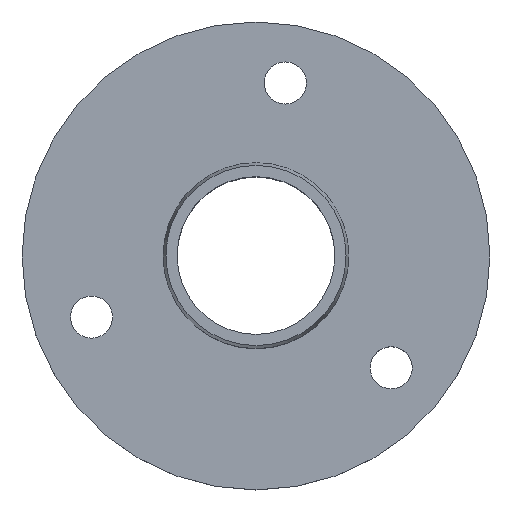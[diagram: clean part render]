
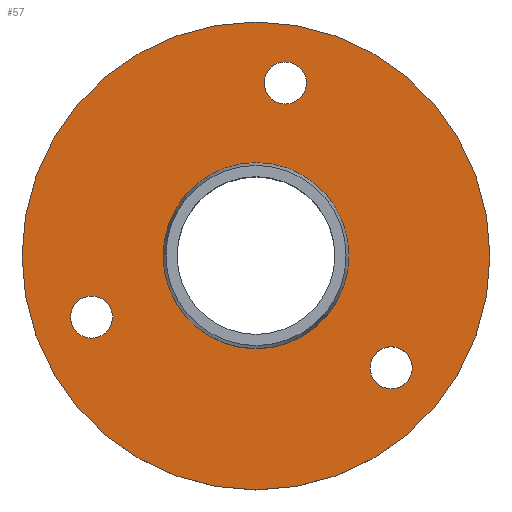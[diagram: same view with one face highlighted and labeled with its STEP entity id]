
A CAD part, top view. The second image highlights one B-rep face of the part: STEP entity #57.
In plain terms, the highlighted planar face has unit normal (0, 0, 1).
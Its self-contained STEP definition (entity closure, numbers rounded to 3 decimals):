
#46=PLANE('',#237);
#57=ADVANCED_FACE('',(#89,#90,#91,#92,#93),#46,.T.);
#89=FACE_BOUND('',#121,.T.);
#90=FACE_BOUND('',#122,.T.);
#91=FACE_BOUND('',#123,.T.);
#92=FACE_BOUND('',#124,.T.);
#93=FACE_BOUND('',#125,.T.);
#121=EDGE_LOOP('',(#153));
#122=EDGE_LOOP('',(#154));
#123=EDGE_LOOP('',(#155));
#124=EDGE_LOOP('',(#156));
#125=EDGE_LOOP('',(#157));
#153=ORIENTED_EDGE('',*,*,#190,.T.);
#154=ORIENTED_EDGE('',*,*,#187,.T.);
#155=ORIENTED_EDGE('',*,*,#185,.T.);
#156=ORIENTED_EDGE('',*,*,#191,.T.);
#157=ORIENTED_EDGE('',*,*,#194,.T.);
#169=VERTEX_POINT('',#318);
#171=VERTEX_POINT('',#323);
#174=VERTEX_POINT('',#330);
#175=VERTEX_POINT('',#333);
#178=VERTEX_POINT('',#341);
#185=EDGE_CURVE('',#169,#169,#201,.T.);
#187=EDGE_CURVE('',#171,#171,#203,.T.);
#190=EDGE_CURVE('',#174,#174,#206,.T.);
#191=EDGE_CURVE('',#175,#175,#207,.T.);
#194=EDGE_CURVE('',#178,#178,#210,.T.);
#201=CIRCLE('',#222,4.5);
#203=CIRCLE('',#225,4.5);
#206=CIRCLE('',#229,50.);
#207=CIRCLE('',#231,4.5);
#210=CIRCLE('',#236,18.394);
#222=AXIS2_PLACEMENT_3D('',#317,#262,#263);
#225=AXIS2_PLACEMENT_3D('',#322,#268,#269);
#229=AXIS2_PLACEMENT_3D('',#329,#276,#277);
#231=AXIS2_PLACEMENT_3D('',#332,#280,#281);
#236=AXIS2_PLACEMENT_3D('',#340,#290,#291);
#237=AXIS2_PLACEMENT_3D('',#342,#292,#293);
#262=DIRECTION('',(0.,0.,-1.));
#263=DIRECTION('',(-0.5,0.866,0.));
#268=DIRECTION('',(0.,0.,-1.));
#269=DIRECTION('',(-0.5,-0.866,0.));
#276=DIRECTION('',(0.,0.,1.));
#277=DIRECTION('',(1.,0.,0.));
#280=DIRECTION('',(0.,0.,-1.));
#281=DIRECTION('',(1.,0.,0.));
#290=DIRECTION('',(0.,0.,-1.));
#291=DIRECTION('',(-1.,0.,0.));
#292=DIRECTION('',(0.,0.,1.));
#293=DIRECTION('',(1.,0.,0.));
#317=CARTESIAN_POINT('',(6.254,36.975,0.));
#318=CARTESIAN_POINT('',(4.004,40.872,0.));
#322=CARTESIAN_POINT('',(-35.148,-13.071,0.));
#323=CARTESIAN_POINT('',(-37.398,-16.969,0.));
#329=CARTESIAN_POINT('',(0.,0.,0.));
#330=CARTESIAN_POINT('',(50.,0.,0.));
#332=CARTESIAN_POINT('',(28.894,-23.903,0.));
#333=CARTESIAN_POINT('',(33.394,-23.903,0.));
#340=CARTESIAN_POINT('',(0.,0.,0.));
#341=CARTESIAN_POINT('',(-18.394,0.,0.));
#342=CARTESIAN_POINT('',(-11.716,-4.357,0.));
